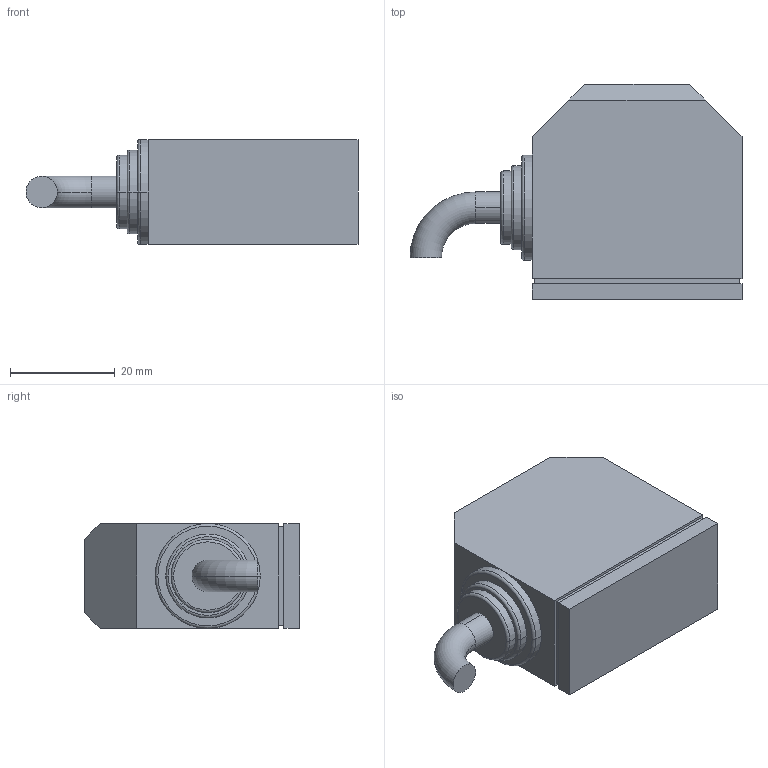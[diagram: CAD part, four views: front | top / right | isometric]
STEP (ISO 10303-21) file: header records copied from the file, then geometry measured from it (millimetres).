
FILE_DESCRIPTION (( 'STEP AP203' ), '1' );
FILE_NAME ('1d6a.STEP', '2023-08-04T07:52:39', ( '' ), ( '' ), 'SwSTEP 2.0', 'SolidWorks 2019', '' );
FILE_SCHEMA (( 'CONFIG_CONTROL_DESIGN' ));
Length unit declared in the file: millimetre
Products named in the file (1): 1d6a
Bounding box: 63.26 x 41 x 20 mm (x, y, z)
Volume: 32429.6 mm3; surface area: 6762.6 mm2
Topology: 1 solids, 1 shells, 41 faces, 94 edges, 60 vertices
Faces by surface type: plane 25, torus 8, cylinder 8
Entity records: 1237 total; most frequent: DIRECTION 214, CARTESIAN_POINT 196, ORIENTED_EDGE 188, EDGE_CURVE 94, AXIS2_PLACEMENT_3D 78, VERTEX_POINT 60, LINE 58, VECTOR 58
